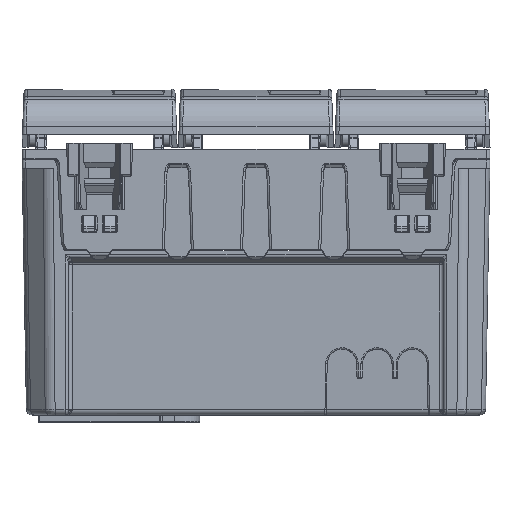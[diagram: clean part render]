
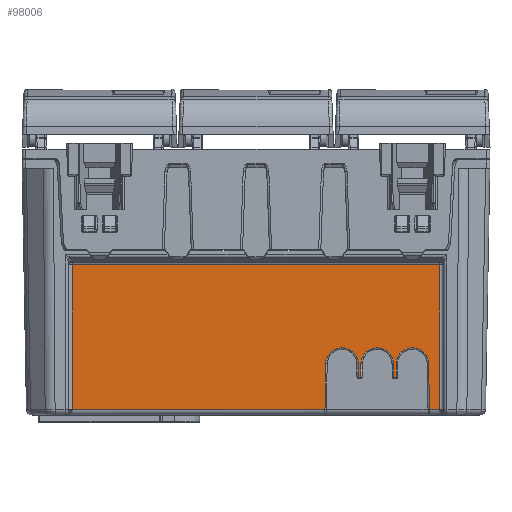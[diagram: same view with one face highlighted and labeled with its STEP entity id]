
A CAD part, front view. The second image highlights one B-rep face of the part: STEP entity #98006.
In plain terms, the highlighted planar face has unit normal (0, -1, -0.018).
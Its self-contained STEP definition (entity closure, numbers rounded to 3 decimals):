
#97974=AXIS2_PLACEMENT_3D('Plane Axis2P3D',#97971,#97972,#97973) ;
#95746=CARTESIAN_POINT('Vertex',(-26.1,-20.257,-34.314)) ;
#95853=CARTESIAN_POINT('Vertex',(9.787,-20.257,-34.314)) ;
#95971=CARTESIAN_POINT('Vertex',(14.534,-20.337,-29.753)) ;
#96017=CARTESIAN_POINT('Vertex',(14.866,-20.337,-29.753)) ;
#96115=CARTESIAN_POINT('Vertex',(19.534,-20.337,-29.753)) ;
#96156=CARTESIAN_POINT('Vertex',(19.866,-20.337,-29.753)) ;
#96307=CARTESIAN_POINT('Vertex',(24.613,-20.257,-34.314)) ;
#97280=CARTESIAN_POINT('Line Origine',(-26.1,-20.44,-23.808)) ;
#97284=CARTESIAN_POINT('Vertex',(-26.1,-20.615,-13.779)) ;
#97305=CARTESIAN_POINT('Line Origine',(-3.309,-20.257,-34.314)) ;
#97329=CARTESIAN_POINT('Vertex',(9.9,-20.37,-27.813)) ;
#97332=CARTESIAN_POINT('Line Origine',(9.966,-20.436,-24.047)) ;
#97407=CARTESIAN_POINT('Vertex',(14.5,-20.37,-27.813)) ;
#97411=CARTESIAN_POINT('Control Point',(14.5,-20.37,-27.813)) ;
#97412=CARTESIAN_POINT('Control Point',(14.487,-20.383,-27.102)) ;
#97413=CARTESIAN_POINT('Control Point',(14.2,-20.395,-26.394)) ;
#97414=CARTESIAN_POINT('Control Point',(13.636,-20.405,-25.837)) ;
#97415=CARTESIAN_POINT('Control Point',(12.21,-20.415,-25.277)) ;
#97416=CARTESIAN_POINT('Control Point',(10.777,-20.405,-25.824)) ;
#97417=CARTESIAN_POINT('Control Point',(10.204,-20.395,-26.383)) ;
#97418=CARTESIAN_POINT('Control Point',(9.913,-20.383,-27.096)) ;
#97419=CARTESIAN_POINT('Control Point',(9.9,-20.37,-27.813)) ;
#97434=CARTESIAN_POINT('Line Origine',(14.434,-20.436,-24.047)) ;
#97452=CARTESIAN_POINT('Line Origine',(0.,-20.337,-29.753)) ;
#97474=CARTESIAN_POINT('Vertex',(14.9,-20.37,-27.813)) ;
#97477=CARTESIAN_POINT('Line Origine',(14.966,-20.436,-24.047)) ;
#97552=CARTESIAN_POINT('Vertex',(19.5,-20.37,-27.813)) ;
#97556=CARTESIAN_POINT('Control Point',(14.9,-20.37,-27.813)) ;
#97557=CARTESIAN_POINT('Control Point',(14.912,-20.382,-27.137)) ;
#97558=CARTESIAN_POINT('Control Point',(15.172,-20.394,-26.465)) ;
#97559=CARTESIAN_POINT('Control Point',(15.682,-20.403,-25.921)) ;
#97560=CARTESIAN_POINT('Control Point',(17.062,-20.415,-25.28)) ;
#97561=CARTESIAN_POINT('Control Point',(18.535,-20.407,-25.743)) ;
#97562=CARTESIAN_POINT('Control Point',(19.167,-20.397,-26.313)) ;
#97563=CARTESIAN_POINT('Control Point',(19.487,-20.384,-27.061)) ;
#97564=CARTESIAN_POINT('Control Point',(19.5,-20.37,-27.813)) ;
#97579=CARTESIAN_POINT('Line Origine',(19.434,-20.436,-24.047)) ;
#97592=CARTESIAN_POINT('Line Origine',(0.,-20.337,-29.753)) ;
#97614=CARTESIAN_POINT('Vertex',(19.9,-20.37,-27.813)) ;
#97617=CARTESIAN_POINT('Line Origine',(19.966,-20.436,-24.047)) ;
#97692=CARTESIAN_POINT('Vertex',(24.5,-20.37,-27.813)) ;
#97696=CARTESIAN_POINT('Control Point',(19.9,-20.37,-27.813)) ;
#97697=CARTESIAN_POINT('Control Point',(19.912,-20.382,-27.137)) ;
#97698=CARTESIAN_POINT('Control Point',(20.172,-20.394,-26.465)) ;
#97699=CARTESIAN_POINT('Control Point',(20.682,-20.403,-25.921)) ;
#97700=CARTESIAN_POINT('Control Point',(22.062,-20.415,-25.28)) ;
#97701=CARTESIAN_POINT('Control Point',(23.535,-20.407,-25.743)) ;
#97702=CARTESIAN_POINT('Control Point',(24.167,-20.397,-26.313)) ;
#97703=CARTESIAN_POINT('Control Point',(24.487,-20.384,-27.061)) ;
#97704=CARTESIAN_POINT('Control Point',(24.5,-20.37,-27.813)) ;
#97719=CARTESIAN_POINT('Line Origine',(24.434,-20.436,-24.047)) ;
#97732=CARTESIAN_POINT('Line Origine',(-3.309,-20.257,-34.314)) ;
#97736=CARTESIAN_POINT('Vertex',(26.1,-20.257,-34.314)) ;
#97971=CARTESIAN_POINT('Axis2P3D Location',(-25.612,-20.65,-11.795)) ;
#97976=CARTESIAN_POINT('Line Origine',(0.,-20.615,-13.779)) ;
#97980=CARTESIAN_POINT('Vertex',(26.1,-20.615,-13.779)) ;
#97983=CARTESIAN_POINT('Line Origine',(26.1,-20.436,-24.047)) ;
#97281=DIRECTION('Vector Direction',(0.,-0.017,1.)) ;
#97306=DIRECTION('Vector Direction',(1.,0.,0.)) ;
#97333=DIRECTION('Vector Direction',(-0.017,0.017,-1.)) ;
#97435=DIRECTION('Vector Direction',(-0.017,-0.017,1.)) ;
#97453=DIRECTION('Vector Direction',(1.,0.,0.)) ;
#97478=DIRECTION('Vector Direction',(-0.017,0.017,-1.)) ;
#97580=DIRECTION('Vector Direction',(0.017,0.017,-1.)) ;
#97593=DIRECTION('Vector Direction',(1.,0.,0.)) ;
#97618=DIRECTION('Vector Direction',(-0.017,0.017,-1.)) ;
#97720=DIRECTION('Vector Direction',(0.017,0.017,-1.)) ;
#97733=DIRECTION('Vector Direction',(1.,0.,0.)) ;
#97972=DIRECTION('Axis2P3D Direction',(0.,-1.,-0.017)) ;
#97973=DIRECTION('Axis2P3D XDirection',(1.,0.,0.)) ;
#97977=DIRECTION('Vector Direction',(1.,0.,0.)) ;
#97984=DIRECTION('Vector Direction',(0.,-0.017,1.)) ;
#97282=VECTOR('Line Direction',#97281,1.) ;
#97307=VECTOR('Line Direction',#97306,1.) ;
#97334=VECTOR('Line Direction',#97333,1.) ;
#97436=VECTOR('Line Direction',#97435,1.) ;
#97454=VECTOR('Line Direction',#97453,1.) ;
#97479=VECTOR('Line Direction',#97478,1.) ;
#97581=VECTOR('Line Direction',#97580,1.) ;
#97594=VECTOR('Line Direction',#97593,1.) ;
#97619=VECTOR('Line Direction',#97618,1.) ;
#97721=VECTOR('Line Direction',#97720,1.) ;
#97734=VECTOR('Line Direction',#97733,1.) ;
#97978=VECTOR('Line Direction',#97977,1.) ;
#97985=VECTOR('Line Direction',#97984,1.) ;
#97989=ORIENTED_EDGE('',*,*,#97982,.T.) ;
#97990=ORIENTED_EDGE('',*,*,#97286,.T.) ;
#97991=ORIENTED_EDGE('',*,*,#97309,.T.) ;
#97992=ORIENTED_EDGE('',*,*,#97336,.F.) ;
#97993=ORIENTED_EDGE('',*,*,#97420,.F.) ;
#97994=ORIENTED_EDGE('',*,*,#97438,.F.) ;
#97995=ORIENTED_EDGE('',*,*,#97456,.F.) ;
#97996=ORIENTED_EDGE('',*,*,#97481,.T.) ;
#97997=ORIENTED_EDGE('',*,*,#97565,.T.) ;
#97998=ORIENTED_EDGE('',*,*,#97583,.T.) ;
#97999=ORIENTED_EDGE('',*,*,#97596,.F.) ;
#98000=ORIENTED_EDGE('',*,*,#97621,.T.) ;
#98001=ORIENTED_EDGE('',*,*,#97705,.T.) ;
#98002=ORIENTED_EDGE('',*,*,#97723,.T.) ;
#98003=ORIENTED_EDGE('',*,*,#97738,.T.) ;
#98004=ORIENTED_EDGE('',*,*,#97987,.T.) ;
#98006=ADVANCED_FACE('PartBody',(#98005),#97975,.T.) ;
#97410=B_SPLINE_CURVE_WITH_KNOTS('',5,(#97411,#97412,#97413,#97414,#97415,#97416,#97417,#97418,#97419),.UNSPECIFIED.,.F.,.U.,(6,3,6),(4.947,8.486,12.052),.UNSPECIFIED.) ;
#97555=B_SPLINE_CURVE_WITH_KNOTS('',5,(#97556,#97557,#97558,#97559,#97560,#97561,#97562,#97563,#97564),.UNSPECIFIED.,.F.,.U.,(6,3,6),(4.947,8.312,12.056),.UNSPECIFIED.) ;
#97695=B_SPLINE_CURVE_WITH_KNOTS('',5,(#97696,#97697,#97698,#97699,#97700,#97701,#97702,#97703,#97704),.UNSPECIFIED.,.F.,.U.,(6,3,6),(4.947,8.312,12.056),.UNSPECIFIED.) ;
#97286=EDGE_CURVE('',#97285,#95747,#97283,.F.) ;
#97309=EDGE_CURVE('',#95747,#95854,#97308,.T.) ;
#97336=EDGE_CURVE('',#97330,#95854,#97335,.T.) ;
#97420=EDGE_CURVE('',#97408,#97330,#97410,.T.) ;
#97438=EDGE_CURVE('',#95972,#97408,#97437,.T.) ;
#97456=EDGE_CURVE('',#96018,#95972,#97455,.F.) ;
#97481=EDGE_CURVE('',#96018,#97475,#97480,.F.) ;
#97565=EDGE_CURVE('',#97475,#97553,#97555,.T.) ;
#97583=EDGE_CURVE('',#97553,#96116,#97582,.T.) ;
#97596=EDGE_CURVE('',#96157,#96116,#97595,.F.) ;
#97621=EDGE_CURVE('',#96157,#97615,#97620,.F.) ;
#97705=EDGE_CURVE('',#97615,#97693,#97695,.T.) ;
#97723=EDGE_CURVE('',#97693,#96308,#97722,.T.) ;
#97738=EDGE_CURVE('',#96308,#97737,#97735,.T.) ;
#97982=EDGE_CURVE('',#97981,#97285,#97979,.F.) ;
#97987=EDGE_CURVE('',#97737,#97981,#97986,.T.) ;
#97988=EDGE_LOOP('',(#97989,#97990,#97991,#97992,#97993,#97994,#97995,#97996,#97997,#97998,#97999,#98000,#98001,#98002,#98003,#98004)) ;
#98005=FACE_OUTER_BOUND('',#97988,.T.) ;
#97283=LINE('Line',#97280,#97282) ;
#97308=LINE('Line',#97305,#97307) ;
#97335=LINE('Line',#97332,#97334) ;
#97437=LINE('Line',#97434,#97436) ;
#97455=LINE('Line',#97452,#97454) ;
#97480=LINE('Line',#97477,#97479) ;
#97582=LINE('Line',#97579,#97581) ;
#97595=LINE('Line',#97592,#97594) ;
#97620=LINE('Line',#97617,#97619) ;
#97722=LINE('Line',#97719,#97721) ;
#97735=LINE('Line',#97732,#97734) ;
#97979=LINE('Line',#97976,#97978) ;
#97986=LINE('Line',#97983,#97985) ;
#97975=PLANE('',#97974) ;
#95747=VERTEX_POINT('',#95746) ;
#95854=VERTEX_POINT('',#95853) ;
#95972=VERTEX_POINT('',#95971) ;
#96018=VERTEX_POINT('',#96017) ;
#96116=VERTEX_POINT('',#96115) ;
#96157=VERTEX_POINT('',#96156) ;
#96308=VERTEX_POINT('',#96307) ;
#97285=VERTEX_POINT('',#97284) ;
#97330=VERTEX_POINT('',#97329) ;
#97408=VERTEX_POINT('',#97407) ;
#97475=VERTEX_POINT('',#97474) ;
#97553=VERTEX_POINT('',#97552) ;
#97615=VERTEX_POINT('',#97614) ;
#97693=VERTEX_POINT('',#97692) ;
#97737=VERTEX_POINT('',#97736) ;
#97981=VERTEX_POINT('',#97980) ;
